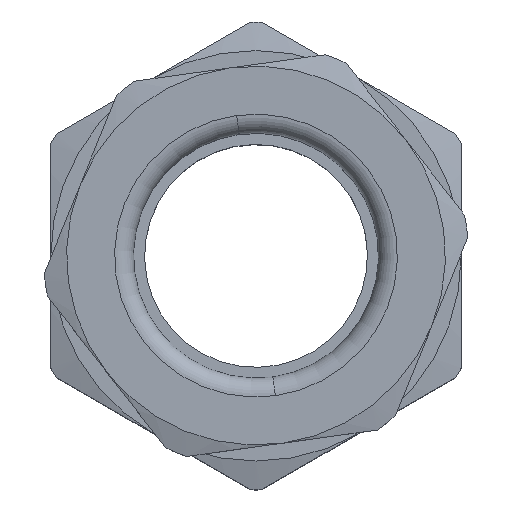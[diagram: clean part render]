
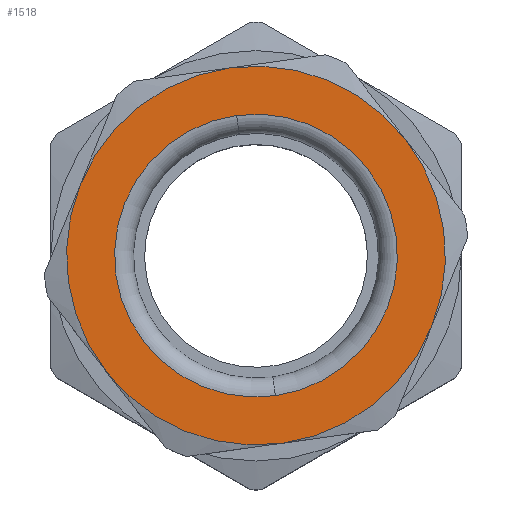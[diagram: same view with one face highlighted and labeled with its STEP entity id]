
A CAD part, top view. The second image highlights one B-rep face of the part: STEP entity #1518.
In plain terms, the highlighted face is planar.
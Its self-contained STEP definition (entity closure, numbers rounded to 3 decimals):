
#280 = ORIENTED_EDGE ( 'NONE', *, *, #16235, .F. ) ;
#856 = CARTESIAN_POINT ( 'NONE',  ( 0., 6., -30. ) ) ;
#1518 = ADVANCED_FACE ( 'NONE', ( #24747, #31801 ), #4209, .T. ) ;
#1654 = EDGE_LOOP ( 'NONE', ( #27107, #26460, #280, #29672, #28963, #13723 ) ) ;
#1898 = DIRECTION ( 'NONE',  ( 0., 0., -1. ) ) ;
#2412 = CARTESIAN_POINT ( 'NONE',  ( 25.981, 6., -15. ) ) ;
#2414 = DIRECTION ( 'NONE',  ( 0., 0., 1. ) ) ;
#3248 = DIRECTION ( 'NONE',  ( 0., 0., -1. ) ) ;
#4045 = DIRECTION ( 'NONE',  ( 0., 1., 0. ) ) ;
#4062 = VERTEX_POINT ( 'NONE', #20997 ) ;
#4108 = DIRECTION ( 'NONE',  ( 0., 0., 1. ) ) ;
#4209 = PLANE ( 'NONE',  #20953 ) ;
#4410 = DIRECTION ( 'NONE',  ( 0., -1., 0. ) ) ;
#4480 = CARTESIAN_POINT ( 'NONE',  ( 0., 6., 22.4 ) ) ;
#4637 = VERTEX_POINT ( 'NONE', #16430 ) ;
#5428 = EDGE_CURVE ( 'NONE', #4062, #15089, #17131, .T. ) ;
#5791 = CARTESIAN_POINT ( 'NONE',  ( 25.981, 6., 15. ) ) ;
#5804 = EDGE_CURVE ( 'NONE', #21600, #8282, #31544, .T. ) ;
#5964 = VERTEX_POINT ( 'NONE', #31531 ) ;
#6115 = DIRECTION ( 'NONE',  ( 0., 0., -1. ) ) ;
#6915 = DIRECTION ( 'NONE',  ( 0., -1., 0. ) ) ;
#6984 = AXIS2_PLACEMENT_3D ( 'NONE', #28985, #23948, #11276 ) ;
#7830 = CIRCLE ( 'NONE', #29729, 22.4 ) ;
#8113 = EDGE_LOOP ( 'NONE', ( #11102, #13280 ) ) ;
#8282 = VERTEX_POINT ( 'NONE', #2412 ) ;
#8584 = AXIS2_PLACEMENT_3D ( 'NONE', #24716, #10038, #29759 ) ;
#8901 = DIRECTION ( 'NONE',  ( 0., 0., 1. ) ) ;
#10038 = DIRECTION ( 'NONE',  ( 0., -1., 0. ) ) ;
#10347 = CIRCLE ( 'NONE', #21526, 30. ) ;
#10788 = CARTESIAN_POINT ( 'NONE',  ( 0., 6., 0. ) ) ;
#11102 = ORIENTED_EDGE ( 'NONE', *, *, #24053, .T. ) ;
#11276 = DIRECTION ( 'NONE',  ( 0., 0., -1. ) ) ;
#11420 = CARTESIAN_POINT ( 'NONE',  ( 0., 6., 0. ) ) ;
#12141 = VERTEX_POINT ( 'NONE', #5791 ) ;
#12247 = EDGE_CURVE ( 'NONE', #12141, #4062, #13149, .T. ) ;
#12987 = CIRCLE ( 'NONE', #13524, 30. ) ;
#13149 = CIRCLE ( 'NONE', #23736, 30. ) ;
#13280 = ORIENTED_EDGE ( 'NONE', *, *, #26265, .T. ) ;
#13524 = AXIS2_PLACEMENT_3D ( 'NONE', #30326, #14297, #17116 ) ;
#13527 = AXIS2_PLACEMENT_3D ( 'NONE', #24777, #4410, #1898 ) ;
#13723 = ORIENTED_EDGE ( 'NONE', *, *, #18076, .F. ) ;
#14297 = DIRECTION ( 'NONE',  ( 0., -1., 0. ) ) ;
#14481 = CARTESIAN_POINT ( 'NONE',  ( 0., 6., 0. ) ) ;
#15089 = VERTEX_POINT ( 'NONE', #26705 ) ;
#16235 = EDGE_CURVE ( 'NONE', #8282, #12141, #12987, .T. ) ;
#16430 = CARTESIAN_POINT ( 'NONE',  ( 0., 6., -22.4 ) ) ;
#17116 = DIRECTION ( 'NONE',  ( 0., 0., -1. ) ) ;
#17131 = CIRCLE ( 'NONE', #6984, 30. ) ;
#17619 = CARTESIAN_POINT ( 'NONE',  ( 0., 6., 0. ) ) ;
#18076 = EDGE_CURVE ( 'NONE', #15089, #5964, #10347, .T. ) ;
#18446 = AXIS2_PLACEMENT_3D ( 'NONE', #17619, #6915, #2414 ) ;
#18823 = CARTESIAN_POINT ( 'NONE',  ( 0., 6., 0. ) ) ;
#20953 = AXIS2_PLACEMENT_3D ( 'NONE', #11420, #4045, #8901 ) ;
#20997 = CARTESIAN_POINT ( 'NONE',  ( 0., 6., 30. ) ) ;
#21526 = AXIS2_PLACEMENT_3D ( 'NONE', #10788, #31329, #3248 ) ;
#21600 = VERTEX_POINT ( 'NONE', #856 ) ;
#21824 = DIRECTION ( 'NONE',  ( 0., -1., 0. ) ) ;
#23736 = AXIS2_PLACEMENT_3D ( 'NONE', #18823, #29040, #6115 ) ;
#23948 = DIRECTION ( 'NONE',  ( 0., -1., 0. ) ) ;
#24053 = EDGE_CURVE ( 'NONE', #25901, #4637, #32887, .T. ) ;
#24716 = CARTESIAN_POINT ( 'NONE',  ( 0., 6., 0. ) ) ;
#24747 = FACE_BOUND ( 'NONE', #8113, .T. ) ;
#24777 = CARTESIAN_POINT ( 'NONE',  ( 0., 6., 0. ) ) ;
#25901 = VERTEX_POINT ( 'NONE', #4480 ) ;
#26265 = EDGE_CURVE ( 'NONE', #4637, #25901, #7830, .T. ) ;
#26460 = ORIENTED_EDGE ( 'NONE', *, *, #12247, .F. ) ;
#26705 = CARTESIAN_POINT ( 'NONE',  ( -25.981, 6., 15. ) ) ;
#27107 = ORIENTED_EDGE ( 'NONE', *, *, #5428, .F. ) ;
#28333 = EDGE_CURVE ( 'NONE', #5964, #21600, #31678, .T. ) ;
#28963 = ORIENTED_EDGE ( 'NONE', *, *, #28333, .F. ) ;
#28985 = CARTESIAN_POINT ( 'NONE',  ( 0., 6., 0. ) ) ;
#29040 = DIRECTION ( 'NONE',  ( 0., -1., 0. ) ) ;
#29672 = ORIENTED_EDGE ( 'NONE', *, *, #5804, .F. ) ;
#29729 = AXIS2_PLACEMENT_3D ( 'NONE', #14481, #21824, #4108 ) ;
#29759 = DIRECTION ( 'NONE',  ( 0., 0., -1. ) ) ;
#30326 = CARTESIAN_POINT ( 'NONE',  ( 0., 6., 0. ) ) ;
#31329 = DIRECTION ( 'NONE',  ( 0., -1., 0. ) ) ;
#31531 = CARTESIAN_POINT ( 'NONE',  ( -25.981, 6., -15. ) ) ;
#31544 = CIRCLE ( 'NONE', #8584, 30. ) ;
#31678 = CIRCLE ( 'NONE', #13527, 30. ) ;
#31801 = FACE_OUTER_BOUND ( 'NONE', #1654, .T. ) ;
#32887 = CIRCLE ( 'NONE', #18446, 22.4 ) ;
